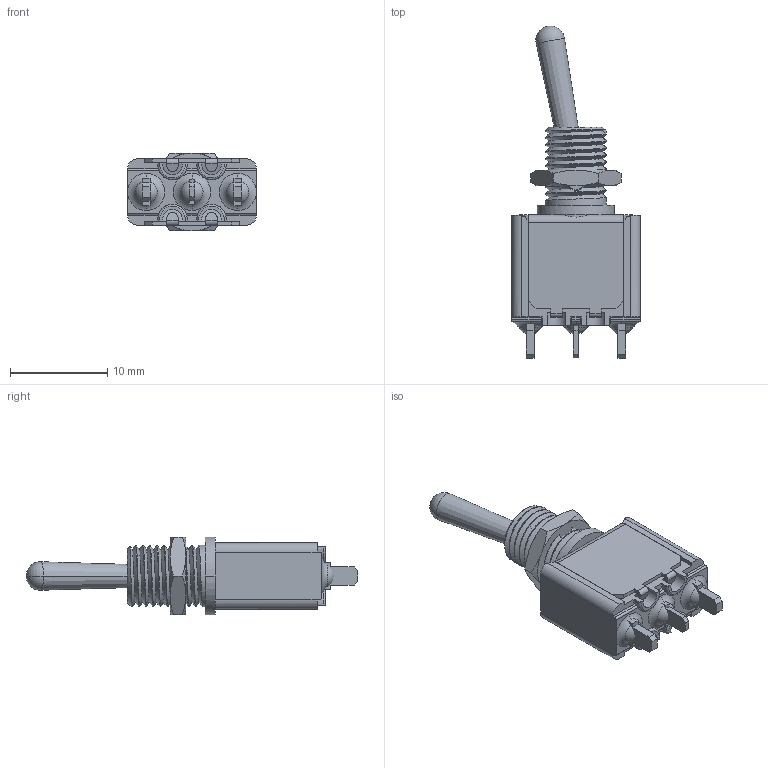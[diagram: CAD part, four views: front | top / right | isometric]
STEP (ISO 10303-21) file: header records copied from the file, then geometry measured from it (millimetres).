
FILE_DESCRIPTION((''),'2;1');
FILE_NAME('5632A','2014-12-15T',('brevel'),(''),'PRO/ENGINEER BY PARAMETRIC TECHNOLOGY CORPORATION, 2013410','PRO/ENGINEER BY PARAMETRIC TECHNOLOGY CORPORATION, 2013410','');
FILE_SCHEMA(('CONFIG_CONTROL_DESIGN'));
Length unit declared in the file: millimetre
Products named in the file (1): 5632A
Bounding box: 13.21 x 34.05 x 8 mm (x, y, z)
Surface area: 1572 mm2 (no closed solid volume)
Topology: 0 solids, 15 shells, 267 faces, 874 edges, 608 vertices
Faces by surface type: plane 153, cylinder 52, bspline 25, cone 19, torus 10, sphere 8
Entity records: 12419 total; most frequent: CARTESIAN_POINT 5179, ORIENTED_EDGE 1532, DIRECTION 1334, EDGE_CURVE 866, VERTEX_POINT 608, VECTOR 484, LINE 484, AXIS2_PLACEMENT_3D 425
